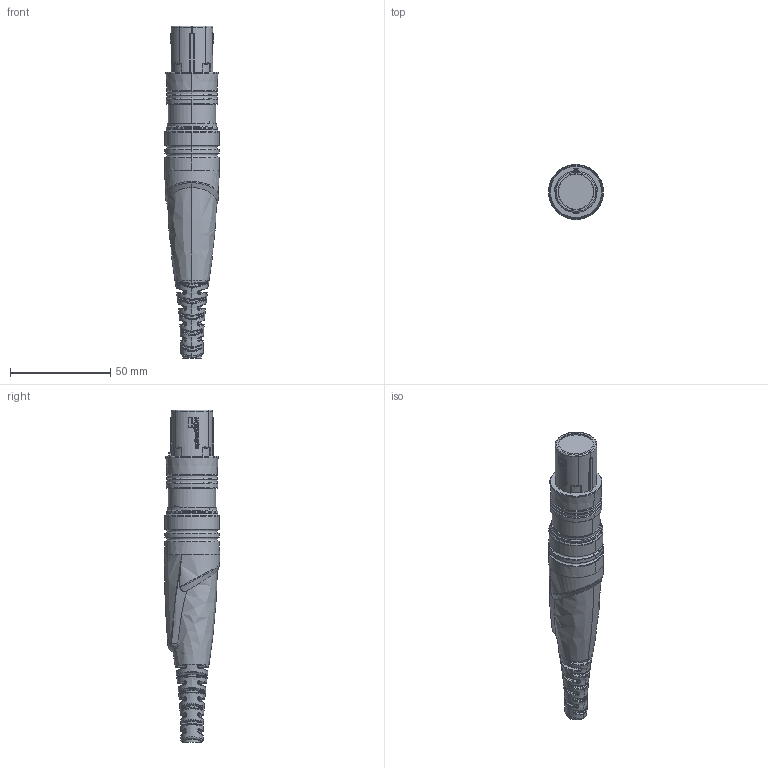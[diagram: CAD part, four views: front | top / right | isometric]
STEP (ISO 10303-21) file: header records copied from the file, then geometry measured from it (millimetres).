
FILE_DESCRIPTION((''),'2;1');
FILE_NAME('30009896','2022-08-11T08:40:15',('SYSTEM'),(''),'CREO PARAMETRIC BY PTC INC, 2021184','CREO PARAMETRIC BY PTC INC, 2021184','');
FILE_SCHEMA(('CONFIG_CONTROL_DESIGN'));
Products named in the file (1): 30009896
Bounding box: 27.43 x 27.48 x 165.5 mm (x, y, z)
Volume: 61926 mm3; surface area: 13154 mm2
Topology: 1 solids, 1 shells, 1278 faces, 3068 edges, 1845 vertices
Faces by surface type: bspline 349, plane 318, cylinder 261, extrusion 197, sphere 86, torus 35, cone 32
Entity records: 54161 total; most frequent: CARTESIAN_POINT 27942, ORIENTED_EDGE 6128, DIRECTION 4296, EDGE_CURVE 3064, VERTEX_POINT 1843, AXIS2_PLACEMENT_3D 1585, B_SPLINE_CURVE_WITH_KNOTS 1477, EDGE_LOOP 1329
